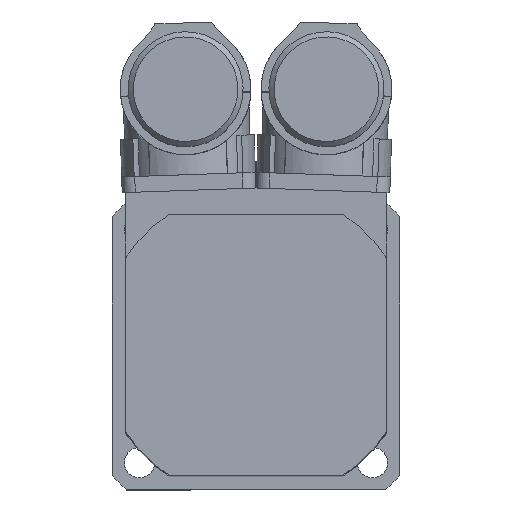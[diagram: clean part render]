
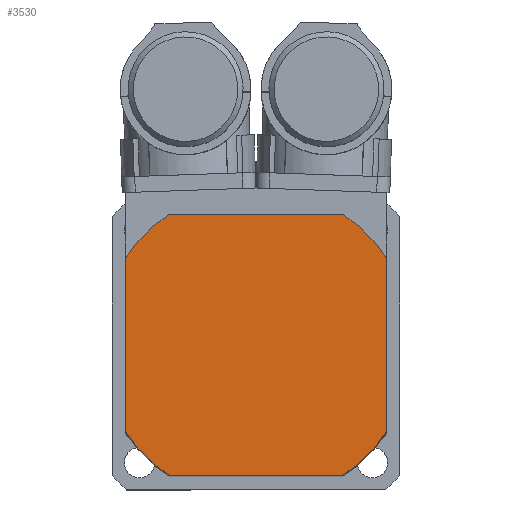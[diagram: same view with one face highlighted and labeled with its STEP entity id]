
A CAD part, top view. The second image highlights one B-rep face of the part: STEP entity #3530.
In plain terms, the highlighted planar face has unit normal (0, 0, 1).
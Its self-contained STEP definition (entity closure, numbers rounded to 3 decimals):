
#2327=CARTESIAN_POINT('',(-25.,-16.583,3.5));
#2328=VERTEX_POINT('',#2327);
#2335=CARTESIAN_POINT('',(-25.,16.583,3.5));
#2336=VERTEX_POINT('',#2335);
#2337=CARTESIAN_POINT('',(-25.,-16.583,3.5));
#2338=DIRECTION('',(0.0,1.0,0.0));
#2339=VECTOR('',#2338,33.166);
#2340=LINE('',#2337,#2339);
#2341=EDGE_CURVE('',#2328,#2336,#2340,.T.);
#2426=CARTESIAN_POINT('',(16.583,-25.,3.5));
#2427=VERTEX_POINT('',#2426);
#2434=CARTESIAN_POINT('',(-16.583,-25.,3.5));
#2435=VERTEX_POINT('',#2434);
#2436=CARTESIAN_POINT('',(16.583,-25.,3.5));
#2437=DIRECTION('',(-1.0,0.0,0.0));
#2438=VECTOR('',#2437,33.166);
#2439=LINE('',#2436,#2438);
#2440=EDGE_CURVE('',#2427,#2435,#2439,.T.);
#3356=CARTESIAN_POINT('',(16.583,25.0,3.5));
#3357=VERTEX_POINT('',#3356);
#3358=CARTESIAN_POINT('',(25.0,16.583,3.5));
#3359=VERTEX_POINT('',#3358);
#3360=CARTESIAN_POINT('',(0.0,0.0,3.5));
#3361=DIRECTION('',(0.0,0.0,-1.));
#3362=DIRECTION('',(-0.833,-0.553,0.0));
#3363=AXIS2_PLACEMENT_3D('',#3360,#3361,#3362);
#3364=CIRCLE('',#3363,30.0);
#3365=EDGE_CURVE('',#3357,#3359,#3364,.T.);
#3394=CARTESIAN_POINT('',(25.,-16.583,3.5));
#3395=VERTEX_POINT('',#3394);
#3396=CARTESIAN_POINT('',(25.0,16.583,3.5));
#3397=DIRECTION('',(0.0,-1.0,0.0));
#3398=VECTOR('',#3397,33.166);
#3399=LINE('',#3396,#3398);
#3400=EDGE_CURVE('',#3359,#3395,#3399,.T.);
#3432=CARTESIAN_POINT('',(0.0,0.0,3.5));
#3433=DIRECTION('',(0.0,0.0,-1.0));
#3434=DIRECTION('',(-0.553,0.833,0.0));
#3435=AXIS2_PLACEMENT_3D('',#3432,#3433,#3434);
#3436=CIRCLE('',#3435,30.0);
#3437=EDGE_CURVE('',#3395,#2427,#3436,.T.);
#3452=CARTESIAN_POINT('',(0.0,0.0,3.5));
#3453=DIRECTION('',(0.0,0.0,-1.0));
#3454=DIRECTION('',(0.833,0.553,0.0));
#3455=AXIS2_PLACEMENT_3D('',#3452,#3453,#3454);
#3456=CIRCLE('',#3455,30.);
#3457=EDGE_CURVE('',#2435,#2328,#3456,.T.);
#3478=CARTESIAN_POINT('',(-16.583,25.0,3.5));
#3479=VERTEX_POINT('',#3478);
#3480=CARTESIAN_POINT('',(0.0,0.0,3.5));
#3481=DIRECTION('',(0.0,0.0,-1.));
#3482=DIRECTION('',(0.553,-0.833,0.0));
#3483=AXIS2_PLACEMENT_3D('',#3480,#3481,#3482);
#3484=CIRCLE('',#3483,30.);
#3485=EDGE_CURVE('',#2336,#3479,#3484,.T.);
#3503=CARTESIAN_POINT('',(-16.583,25.0,3.5));
#3504=DIRECTION('',(1.0,0.0,0.0));
#3505=VECTOR('',#3504,33.166);
#3506=LINE('',#3503,#3505);
#3507=EDGE_CURVE('',#3479,#3357,#3506,.T.);
#3515=CARTESIAN_POINT('',(0.0,0.,3.5));
#3516=DIRECTION('',(0.0,0.0,1.0));
#3517=DIRECTION('',(1.0,0.0,0.0));
#3518=AXIS2_PLACEMENT_3D('',#3515,#3516,#3517);
#3519=PLANE('',#3518);
#3520=ORIENTED_EDGE('',*,*,#3365,.F.);
#3521=ORIENTED_EDGE('',*,*,#3507,.F.);
#3522=ORIENTED_EDGE('',*,*,#3485,.F.);
#3523=ORIENTED_EDGE('',*,*,#2341,.F.);
#3524=ORIENTED_EDGE('',*,*,#3457,.F.);
#3525=ORIENTED_EDGE('',*,*,#2440,.F.);
#3526=ORIENTED_EDGE('',*,*,#3437,.F.);
#3527=ORIENTED_EDGE('',*,*,#3400,.F.);
#3528=EDGE_LOOP('',(#3520,#3521,#3522,#3523,#3524,#3525,#3526,#3527));
#3529=FACE_OUTER_BOUND('',#3528,.T.);
#3530=ADVANCED_FACE('',(#3529),#3519,.T.);
